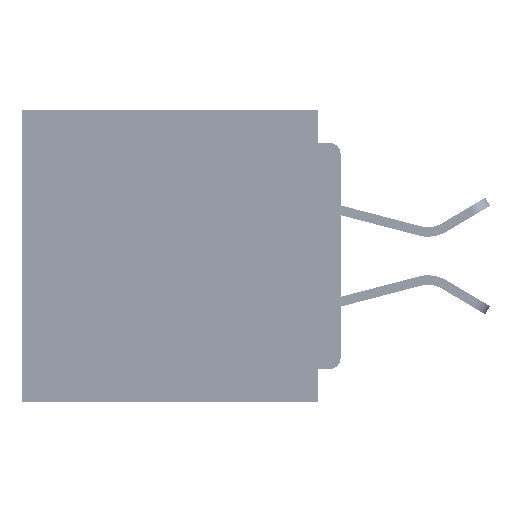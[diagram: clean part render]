
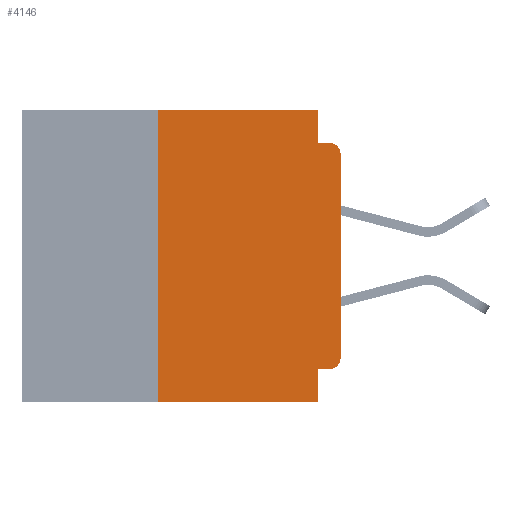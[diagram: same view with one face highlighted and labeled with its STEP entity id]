
A CAD part, left-side view. The second image highlights one B-rep face of the part: STEP entity #4146.
In plain terms, the highlighted planar face has unit normal (-1, 0, 0).
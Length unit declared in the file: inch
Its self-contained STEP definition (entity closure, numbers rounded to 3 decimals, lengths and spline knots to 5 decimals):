
#114 = VECTOR ( 'NONE', #11869, 39.37008 ) ;
#142 = CARTESIAN_POINT ( 'NONE',  ( 0., 0.031, 0. ) ) ;
#188 = EDGE_CURVE ( 'NONE', #47749, #7810, #10076, .T. ) ;
#640 = VERTEX_POINT ( 'NONE', #23661 ) ;
#706 = CARTESIAN_POINT ( 'NONE',  ( 0., 0.015, -0.045 ) ) ;
#820 = CARTESIAN_POINT ( 'NONE',  ( 0., 0.25, 0. ) ) ;
#1387 = CARTESIAN_POINT ( 'NONE',  ( 0., 0.015, -0.06 ) ) ;
#1559 = ORIENTED_EDGE ( 'NONE', *, *, #188, .F. ) ;
#3607 = CARTESIAN_POINT ( 'NONE',  ( 0., 0.437, 0. ) ) ;
#4146 = ADVANCED_FACE ( 'NONE', ( #44230 ), #39305, .F. ) ;
#4302 = CARTESIAN_POINT ( 'NONE',  ( 0., 0.015, -0.34 ) ) ;
#5235 = CARTESIAN_POINT ( 'NONE',  ( 0., 0.031, -0.355 ) ) ;
#5380 = LINE ( 'NONE', #34319, #16200 ) ;
#5482 = DIRECTION ( 'NONE',  ( 0., 0., -1. ) ) ;
#5904 = DIRECTION ( 'NONE',  ( 0., -1., 0. ) ) ;
#6626 = CARTESIAN_POINT ( 'NONE',  ( 0., 0.437, 0. ) ) ;
#6637 = AXIS2_PLACEMENT_3D ( 'NONE', #4302, #32744, #8407 ) ;
#7810 = VERTEX_POINT ( 'NONE', #46056 ) ;
#8407 = DIRECTION ( 'NONE',  ( 0., 0., -1. ) ) ;
#9467 = CARTESIAN_POINT ( 'NONE',  ( 0., 0.031, 0. ) ) ;
#10076 = LINE ( 'NONE', #142, #51851 ) ;
#10951 = LINE ( 'NONE', #36191, #114 ) ;
#11494 = DIRECTION ( 'NONE',  ( 0., 0., 1. ) ) ;
#11869 = DIRECTION ( 'NONE',  ( 0., -1., 0. ) ) ;
#12577 = VERTEX_POINT ( 'NONE', #27624 ) ;
#13031 = ORIENTED_EDGE ( 'NONE', *, *, #22591, .F. ) ;
#14193 = DIRECTION ( 'NONE',  ( 0., 0., 1. ) ) ;
#15552 = EDGE_CURVE ( 'NONE', #640, #37704, #26242, .T. ) ;
#15985 = DIRECTION ( 'NONE',  ( 0., 0., -1. ) ) ;
#16123 = CARTESIAN_POINT ( 'NONE',  ( 0., 0., -0.06 ) ) ;
#16200 = VECTOR ( 'NONE', #5904, 39.37008 ) ;
#16748 = EDGE_CURVE ( 'NONE', #37704, #32840, #29910, .T. ) ;
#17196 = VECTOR ( 'NONE', #36112, 39.37008 ) ;
#18163 = AXIS2_PLACEMENT_3D ( 'NONE', #6626, #47351, #23130 ) ;
#18918 = EDGE_CURVE ( 'NONE', #27227, #49593, #24220, .T. ) ;
#19939 = EDGE_CURVE ( 'NONE', #41828, #47749, #28016, .T. ) ;
#20693 = CARTESIAN_POINT ( 'NONE',  ( 0., 0., -0.355 ) ) ;
#20708 = VECTOR ( 'NONE', #14193, 39.37008 ) ;
#20973 = EDGE_CURVE ( 'NONE', #47053, #27227, #21540, .T. ) ;
#21540 = LINE ( 'NONE', #31763, #41818 ) ;
#22591 = EDGE_CURVE ( 'NONE', #12577, #41828, #24539, .T. ) ;
#23130 = DIRECTION ( 'NONE',  ( 0., 0., -1. ) ) ;
#23260 = CARTESIAN_POINT ( 'NONE',  ( 0., 0.031, -0.4 ) ) ;
#23661 = CARTESIAN_POINT ( 'NONE',  ( 0., 0.015, -0.355 ) ) ;
#24220 = CIRCLE ( 'NONE', #46453, 0.015 ) ;
#24307 = ORIENTED_EDGE ( 'NONE', *, *, #15552, .F. ) ;
#24539 = LINE ( 'NONE', #46558, #20708 ) ;
#24785 = DIRECTION ( 'NONE',  ( 0., 1., 0. ) ) ;
#25692 = CARTESIAN_POINT ( 'NONE',  ( 0., 0., -0.34 ) ) ;
#25824 = EDGE_LOOP ( 'NONE', ( #31704, #27770, #43055, #1559, #32146, #13031, #37840, #28305, #24307, #34293 ) ) ;
#26242 = LINE ( 'NONE', #20693, #46444 ) ;
#27186 = EDGE_CURVE ( 'NONE', #12577, #32840, #10951, .T. ) ;
#27227 = VERTEX_POINT ( 'NONE', #16123 ) ;
#27624 = CARTESIAN_POINT ( 'NONE',  ( 0., 0.25, -0.4 ) ) ;
#27770 = ORIENTED_EDGE ( 'NONE', *, *, #18918, .T. ) ;
#28016 = LINE ( 'NONE', #3607, #17196 ) ;
#28305 = ORIENTED_EDGE ( 'NONE', *, *, #16748, .F. ) ;
#28580 = DIRECTION ( 'NONE',  ( 0., 0., -1. ) ) ;
#29839 = DIRECTION ( 'NONE',  ( -1., 0., 0. ) ) ;
#29910 = LINE ( 'NONE', #40299, #31201 ) ;
#31201 = VECTOR ( 'NONE', #15985, 39.37008 ) ;
#31704 = ORIENTED_EDGE ( 'NONE', *, *, #20973, .T. ) ;
#31763 = CARTESIAN_POINT ( 'NONE',  ( 0., 0., 0. ) ) ;
#32146 = ORIENTED_EDGE ( 'NONE', *, *, #19939, .F. ) ;
#32744 = DIRECTION ( 'NONE',  ( -1., 0., 0. ) ) ;
#32840 = VERTEX_POINT ( 'NONE', #23260 ) ;
#34293 = ORIENTED_EDGE ( 'NONE', *, *, #39242, .T. ) ;
#34319 = CARTESIAN_POINT ( 'NONE',  ( 0., 0., -0.045 ) ) ;
#36112 = DIRECTION ( 'NONE',  ( 0., -1., 0. ) ) ;
#36191 = CARTESIAN_POINT ( 'NONE',  ( 0., 0.437, -0.4 ) ) ;
#37704 = VERTEX_POINT ( 'NONE', #5235 ) ;
#37840 = ORIENTED_EDGE ( 'NONE', *, *, #27186, .T. ) ;
#39242 = EDGE_CURVE ( 'NONE', #640, #47053, #51853, .T. ) ;
#39305 = PLANE ( 'NONE',  #18163 ) ;
#40299 = CARTESIAN_POINT ( 'NONE',  ( 0., 0.031, -0.4 ) ) ;
#41818 = VECTOR ( 'NONE', #11494, 39.37008 ) ;
#41828 = VERTEX_POINT ( 'NONE', #820 ) ;
#43055 = ORIENTED_EDGE ( 'NONE', *, *, #44587, .F. ) ;
#44230 = FACE_OUTER_BOUND ( 'NONE', #25824, .T. ) ;
#44587 = EDGE_CURVE ( 'NONE', #7810, #49593, #5380, .T. ) ;
#46056 = CARTESIAN_POINT ( 'NONE',  ( 0., 0.031, -0.045 ) ) ;
#46444 = VECTOR ( 'NONE', #24785, 39.37008 ) ;
#46453 = AXIS2_PLACEMENT_3D ( 'NONE', #1387, #29839, #5482 ) ;
#46558 = CARTESIAN_POINT ( 'NONE',  ( 0., 0.25, -0.4 ) ) ;
#47053 = VERTEX_POINT ( 'NONE', #25692 ) ;
#47351 = DIRECTION ( 'NONE',  ( 1., 0., 0. ) ) ;
#47749 = VERTEX_POINT ( 'NONE', #9467 ) ;
#49593 = VERTEX_POINT ( 'NONE', #706 ) ;
#51851 = VECTOR ( 'NONE', #28580, 39.37008 ) ;
#51853 = CIRCLE ( 'NONE', #6637, 0.015 ) ;
